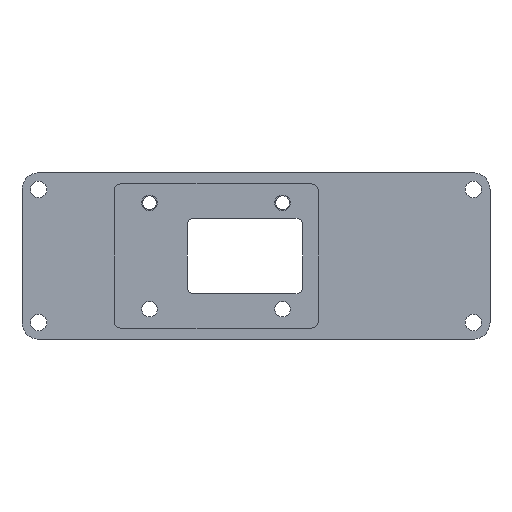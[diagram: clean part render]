
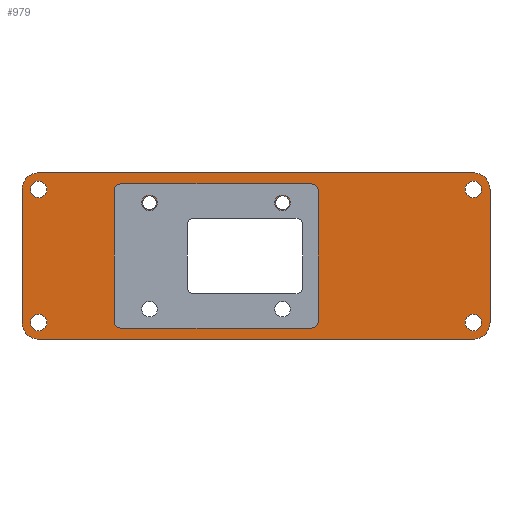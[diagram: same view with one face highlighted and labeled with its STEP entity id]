
A CAD part, front view. The second image highlights one B-rep face of the part: STEP entity #979.
In plain terms, the highlighted planar face has unit normal (0, -1, 0).
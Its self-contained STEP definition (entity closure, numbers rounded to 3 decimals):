
#30=LINE('',#1502,#94);
#35=LINE('',#1517,#99);
#39=LINE('',#1529,#103);
#43=LINE('',#1541,#107);
#50=LINE('',#1583,#114);
#51=LINE('',#1588,#115);
#52=LINE('',#1592,#116);
#53=LINE('',#1596,#117);
#94=VECTOR('',#1198,1000.);
#99=VECTOR('',#1211,1000.);
#103=VECTOR('',#1223,1000.);
#107=VECTOR('',#1235,1000.);
#114=VECTOR('',#1276,1000.);
#115=VECTOR('',#1279,1000.);
#116=VECTOR('',#1282,1000.);
#117=VECTOR('',#1285,1000.);
#163=PLANE('',#1089);
#246=ORIENTED_EDGE('',*,*,#486,.T.);
#247=ORIENTED_EDGE('',*,*,#487,.T.);
#248=ORIENTED_EDGE('',*,*,#488,.T.);
#249=ORIENTED_EDGE('',*,*,#489,.T.);
#250=ORIENTED_EDGE('',*,*,#490,.T.);
#251=ORIENTED_EDGE('',*,*,#491,.T.);
#252=ORIENTED_EDGE('',*,*,#492,.T.);
#253=ORIENTED_EDGE('',*,*,#493,.T.);
#254=ORIENTED_EDGE('',*,*,#442,.T.);
#255=ORIENTED_EDGE('',*,*,#440,.T.);
#256=ORIENTED_EDGE('',*,*,#438,.T.);
#257=ORIENTED_EDGE('',*,*,#444,.T.);
#258=ORIENTED_EDGE('',*,*,#494,.T.);
#259=ORIENTED_EDGE('',*,*,#495,.T.);
#260=ORIENTED_EDGE('',*,*,#496,.T.);
#261=ORIENTED_EDGE('',*,*,#497,.T.);
#262=ORIENTED_EDGE('',*,*,#446,.F.);
#263=ORIENTED_EDGE('',*,*,#468,.F.);
#264=ORIENTED_EDGE('',*,*,#465,.F.);
#265=ORIENTED_EDGE('',*,*,#462,.F.);
#266=ORIENTED_EDGE('',*,*,#459,.F.);
#267=ORIENTED_EDGE('',*,*,#456,.F.);
#268=ORIENTED_EDGE('',*,*,#453,.F.);
#269=ORIENTED_EDGE('',*,*,#450,.F.);
#438=EDGE_CURVE('',#566,#566,#662,.T.);
#440=EDGE_CURVE('',#568,#568,#664,.T.);
#442=EDGE_CURVE('',#570,#570,#666,.T.);
#444=EDGE_CURVE('',#572,#572,#668,.T.);
#446=EDGE_CURVE('',#574,#575,#30,.T.);
#450=EDGE_CURVE('',#575,#578,#670,.T.);
#453=EDGE_CURVE('',#578,#580,#35,.T.);
#456=EDGE_CURVE('',#580,#582,#672,.T.);
#459=EDGE_CURVE('',#582,#584,#39,.T.);
#462=EDGE_CURVE('',#584,#586,#674,.T.);
#465=EDGE_CURVE('',#586,#588,#43,.T.);
#468=EDGE_CURVE('',#588,#574,#676,.T.);
#486=EDGE_CURVE('',#606,#607,#50,.T.);
#487=EDGE_CURVE('',#607,#608,#690,.T.);
#488=EDGE_CURVE('',#608,#609,#51,.T.);
#489=EDGE_CURVE('',#609,#610,#691,.T.);
#490=EDGE_CURVE('',#610,#611,#52,.T.);
#491=EDGE_CURVE('',#611,#612,#692,.T.);
#492=EDGE_CURVE('',#612,#613,#53,.T.);
#493=EDGE_CURVE('',#613,#606,#693,.T.);
#494=EDGE_CURVE('',#614,#614,#694,.T.);
#495=EDGE_CURVE('',#615,#615,#695,.T.);
#496=EDGE_CURVE('',#616,#616,#696,.T.);
#497=EDGE_CURVE('',#617,#617,#697,.T.);
#566=VERTEX_POINT('',#1483);
#568=VERTEX_POINT('',#1488);
#570=VERTEX_POINT('',#1493);
#572=VERTEX_POINT('',#1498);
#574=VERTEX_POINT('',#1503);
#575=VERTEX_POINT('',#1504);
#578=VERTEX_POINT('',#1512);
#580=VERTEX_POINT('',#1518);
#582=VERTEX_POINT('',#1524);
#584=VERTEX_POINT('',#1530);
#586=VERTEX_POINT('',#1536);
#588=VERTEX_POINT('',#1542);
#606=VERTEX_POINT('',#1584);
#607=VERTEX_POINT('',#1585);
#608=VERTEX_POINT('',#1587);
#609=VERTEX_POINT('',#1589);
#610=VERTEX_POINT('',#1591);
#611=VERTEX_POINT('',#1593);
#612=VERTEX_POINT('',#1595);
#613=VERTEX_POINT('',#1597);
#614=VERTEX_POINT('',#1600);
#615=VERTEX_POINT('',#1602);
#616=VERTEX_POINT('',#1604);
#617=VERTEX_POINT('',#1606);
#662=CIRCLE('',#1049,3.1);
#664=CIRCLE('',#1052,3.5);
#666=CIRCLE('',#1055,3.5);
#668=CIRCLE('',#1058,3.1);
#670=CIRCLE('',#1062,7.5);
#672=CIRCLE('',#1066,7.5);
#674=CIRCLE('',#1070,7.5);
#676=CIRCLE('',#1074,7.5);
#690=CIRCLE('',#1090,3.);
#691=CIRCLE('',#1091,3.);
#692=CIRCLE('',#1092,3.);
#693=CIRCLE('',#1093,3.);
#694=CIRCLE('',#1094,3.75);
#695=CIRCLE('',#1095,3.75);
#696=CIRCLE('',#1096,3.75);
#697=CIRCLE('',#1097,3.75);
#752=EDGE_LOOP('',(#246,#247,#248,#249,#250,#251,#252,#253));
#753=EDGE_LOOP('',(#254));
#754=EDGE_LOOP('',(#255));
#755=EDGE_LOOP('',(#256));
#756=EDGE_LOOP('',(#257));
#757=EDGE_LOOP('',(#258));
#758=EDGE_LOOP('',(#259));
#759=EDGE_LOOP('',(#260));
#760=EDGE_LOOP('',(#261));
#761=EDGE_LOOP('',(#262,#263,#264,#265,#266,#267,#268,#269));
#856=FACE_BOUND('',#752,.T.);
#857=FACE_BOUND('',#753,.T.);
#858=FACE_BOUND('',#754,.T.);
#859=FACE_BOUND('',#755,.T.);
#860=FACE_BOUND('',#756,.T.);
#861=FACE_BOUND('',#757,.T.);
#862=FACE_BOUND('',#758,.T.);
#863=FACE_BOUND('',#759,.T.);
#864=FACE_BOUND('',#760,.T.);
#865=FACE_BOUND('',#761,.T.);
#979=ADVANCED_FACE('',(#856,#857,#858,#859,#860,#861,#862,#863,#864,#865),
#163,.F.);
#1049=AXIS2_PLACEMENT_3D('',#1482,#1174,#1175);
#1052=AXIS2_PLACEMENT_3D('',#1487,#1180,#1181);
#1055=AXIS2_PLACEMENT_3D('',#1492,#1186,#1187);
#1058=AXIS2_PLACEMENT_3D('',#1497,#1192,#1193);
#1062=AXIS2_PLACEMENT_3D('',#1511,#1204,#1205);
#1066=AXIS2_PLACEMENT_3D('',#1523,#1216,#1217);
#1070=AXIS2_PLACEMENT_3D('',#1535,#1228,#1229);
#1074=AXIS2_PLACEMENT_3D('',#1547,#1240,#1241);
#1089=AXIS2_PLACEMENT_3D('',#1582,#1274,#1275);
#1090=AXIS2_PLACEMENT_3D('',#1586,#1277,#1278);
#1091=AXIS2_PLACEMENT_3D('',#1590,#1280,#1281);
#1092=AXIS2_PLACEMENT_3D('',#1594,#1283,#1284);
#1093=AXIS2_PLACEMENT_3D('',#1598,#1286,#1287);
#1094=AXIS2_PLACEMENT_3D('',#1599,#1288,#1289);
#1095=AXIS2_PLACEMENT_3D('',#1601,#1290,#1291);
#1096=AXIS2_PLACEMENT_3D('',#1603,#1292,#1293);
#1097=AXIS2_PLACEMENT_3D('',#1605,#1294,#1295);
#1174=DIRECTION('',(0.,1.,0.));
#1175=DIRECTION('',(1.,0.,0.));
#1180=DIRECTION('',(0.,1.,0.));
#1181=DIRECTION('',(1.,0.,0.));
#1186=DIRECTION('',(0.,1.,0.));
#1187=DIRECTION('',(1.,0.,0.));
#1192=DIRECTION('',(0.,1.,0.));
#1193=DIRECTION('',(1.,0.,0.));
#1198=DIRECTION('',(0.,0.,1.));
#1204=DIRECTION('',(0.,1.,0.));
#1205=DIRECTION('',(1.,0.,0.));
#1211=DIRECTION('',(1.,0.,0.));
#1216=DIRECTION('',(0.,1.,0.));
#1217=DIRECTION('',(1.,0.,0.));
#1223=DIRECTION('',(0.,0.,-1.));
#1228=DIRECTION('',(0.,1.,0.));
#1229=DIRECTION('',(1.,0.,0.));
#1235=DIRECTION('',(-1.,0.,0.));
#1240=DIRECTION('',(0.,1.,0.));
#1241=DIRECTION('',(1.,0.,0.));
#1274=DIRECTION('',(0.,1.,0.));
#1275=DIRECTION('',(0.,0.,1.));
#1276=DIRECTION('',(0.,0.,1.));
#1277=DIRECTION('',(0.,1.,0.));
#1278=DIRECTION('',(1.,0.,0.));
#1279=DIRECTION('',(1.,0.,0.));
#1280=DIRECTION('',(0.,1.,0.));
#1281=DIRECTION('',(1.,0.,0.));
#1282=DIRECTION('',(0.,0.,-1.));
#1283=DIRECTION('',(0.,1.,0.));
#1284=DIRECTION('',(1.,0.,0.));
#1285=DIRECTION('',(-1.,0.,0.));
#1286=DIRECTION('',(0.,1.,0.));
#1287=DIRECTION('',(1.,0.,0.));
#1288=DIRECTION('',(0.,1.,0.));
#1289=DIRECTION('',(1.,0.,0.));
#1290=DIRECTION('',(0.,1.,0.));
#1291=DIRECTION('',(1.,0.,0.));
#1292=DIRECTION('',(0.,1.,0.));
#1293=DIRECTION('',(1.,0.,0.));
#1294=DIRECTION('',(0.,1.,0.));
#1295=DIRECTION('',(1.,0.,0.));
#1482=CARTESIAN_POINT('',(-24.,0.,12.));
#1483=CARTESIAN_POINT('',(-20.9,0.,12.));
#1487=CARTESIAN_POINT('',(24.,0.,12.));
#1488=CARTESIAN_POINT('',(27.5,0.,12.));
#1492=CARTESIAN_POINT('',(24.,0.,-48.));
#1493=CARTESIAN_POINT('',(27.5,0.,-48.));
#1497=CARTESIAN_POINT('',(-24.,0.,-48.));
#1498=CARTESIAN_POINT('',(-20.9,0.,-48.));
#1502=CARTESIAN_POINT('',(-37.5,0.,-98.));
#1503=CARTESIAN_POINT('',(-37.5,0.,-98.));
#1504=CARTESIAN_POINT('',(-37.5,0.,98.));
#1511=CARTESIAN_POINT('',(-30.,0.,98.));
#1512=CARTESIAN_POINT('',(-30.,0.,105.5));
#1517=CARTESIAN_POINT('',(-30.,0.,105.5));
#1518=CARTESIAN_POINT('',(30.,0.,105.5));
#1523=CARTESIAN_POINT('',(30.,0.,98.));
#1524=CARTESIAN_POINT('',(37.5,0.,98.));
#1529=CARTESIAN_POINT('',(37.5,0.,98.));
#1530=CARTESIAN_POINT('',(37.5,0.,-98.));
#1535=CARTESIAN_POINT('',(30.,0.,-98.));
#1536=CARTESIAN_POINT('',(30.,0.,-105.5));
#1541=CARTESIAN_POINT('',(30.,0.,-105.5));
#1542=CARTESIAN_POINT('',(-30.,0.,-105.5));
#1547=CARTESIAN_POINT('',(-30.,0.,-98.));
#1582=CARTESIAN_POINT('',(-30.,0.,98.));
#1583=CARTESIAN_POINT('',(-17.,0.,-28.));
#1584=CARTESIAN_POINT('',(-17.,0.,-28.));
#1585=CARTESIAN_POINT('',(-17.,0.,18.));
#1586=CARTESIAN_POINT('',(-14.,0.,18.));
#1587=CARTESIAN_POINT('',(-14.,0.,21.));
#1588=CARTESIAN_POINT('',(-14.,0.,21.));
#1589=CARTESIAN_POINT('',(14.,0.,21.));
#1590=CARTESIAN_POINT('',(14.,0.,18.));
#1591=CARTESIAN_POINT('',(17.,0.,18.));
#1592=CARTESIAN_POINT('',(17.,0.,18.));
#1593=CARTESIAN_POINT('',(17.,0.,-28.));
#1594=CARTESIAN_POINT('',(14.,0.,-28.));
#1595=CARTESIAN_POINT('',(14.,0.,-31.));
#1596=CARTESIAN_POINT('',(14.,0.,-31.));
#1597=CARTESIAN_POINT('',(-14.,0.,-31.));
#1598=CARTESIAN_POINT('',(-14.,0.,-28.));
#1599=CARTESIAN_POINT('',(30.,0.,-98.));
#1600=CARTESIAN_POINT('',(33.75,0.,-98.));
#1601=CARTESIAN_POINT('',(-30.,0.,98.));
#1602=CARTESIAN_POINT('',(-26.25,0.,98.));
#1603=CARTESIAN_POINT('',(30.,0.,98.));
#1604=CARTESIAN_POINT('',(33.75,0.,98.));
#1605=CARTESIAN_POINT('',(-30.,0.,-98.));
#1606=CARTESIAN_POINT('',(-26.25,0.,-98.));
